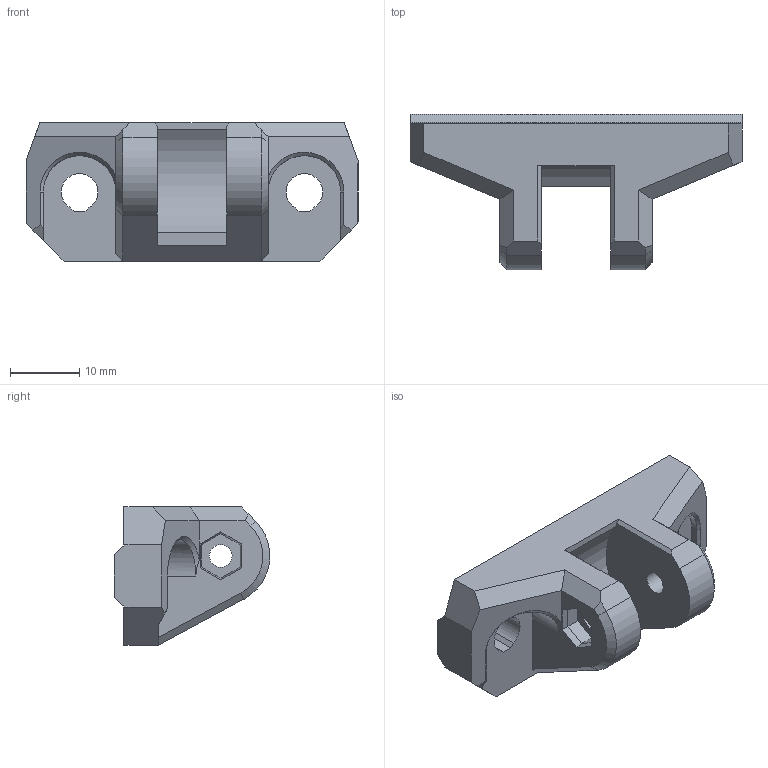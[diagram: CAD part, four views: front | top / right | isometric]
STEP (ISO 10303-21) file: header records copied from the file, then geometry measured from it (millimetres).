
FILE_DESCRIPTION(/* description */ (''),/* implementation_level */ '2;1');
FILE_NAME(/* name */ 'y_idler.step',/* time_stamp */ '2018-01-10T20:35:37+01:00',/* author */ ('gregsaun'),/* organization */ (''),/* preprocessor_version */ 'ST-DEVELOPER v16.13',/* originating_system */ 'Autodesk Translation Framework v6.5.0.72',/* authorisation */ '');
FILE_SCHEMA (('AUTOMOTIVE_DESIGN { 1 0 10303 214 3 1 1 }'));
Length unit declared in the file: millimetre
Products named in the file (1): y_idler
Bounding box: 48 x 22.49 x 20 mm (x, y, z)
Volume: 8019.7 mm3; surface area: 4133.6 mm2
Topology: 1 solids, 7 shells, 120 faces, 287 edges, 185 vertices
Faces by surface type: plane 103, cylinder 13, bspline 2, cone 2
Full cylindrical faces by diameter (mm): 1.5 x3, 3.3 x2, 6.2 x1
Entity records: 3556 total; most frequent: CARTESIAN_POINT 717, ORIENTED_EDGE 574, DIRECTION 546, EDGE_CURVE 287, LINE 254, VECTOR 254, VERTEX_POINT 185, AXIS2_PLACEMENT_3D 146
